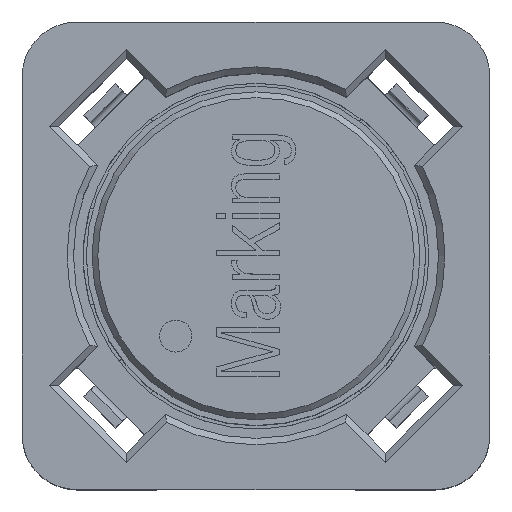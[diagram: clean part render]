
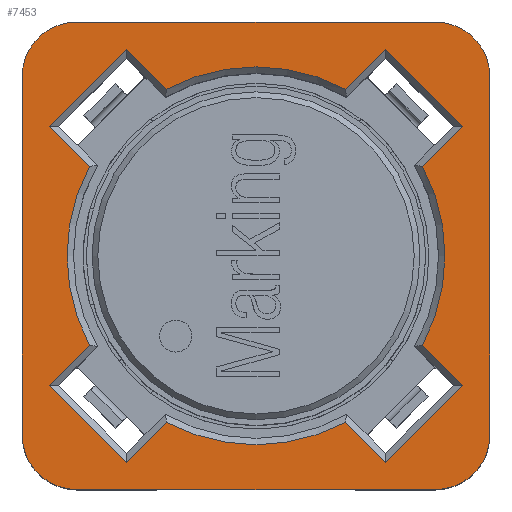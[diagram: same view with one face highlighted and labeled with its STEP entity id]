
A CAD part, top view. The second image highlights one B-rep face of the part: STEP entity #7453.
In plain terms, the highlighted planar face has unit normal (0, 0, 1).
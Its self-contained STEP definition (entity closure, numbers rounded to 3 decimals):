
#6368 = EDGE_CURVE('',#6369,#6371,#6373,.T.);
#6369 = VERTEX_POINT('',#6370);
#6370 = CARTESIAN_POINT('',(2.599,-1.396,4.05));
#6371 = VERTEX_POINT('',#6372);
#6372 = CARTESIAN_POINT('',(2.599,1.396,4.05));
#6373 = CIRCLE('',#6374,2.95);
#6374 = AXIS2_PLACEMENT_3D('',#6375,#6376,#6377);
#6375 = CARTESIAN_POINT('',(0.,0.,4.05)
  );
#6376 = DIRECTION('',(0.,0.,1.));
#6377 = DIRECTION('',(0.,1.,0.));
#6412 = VERTEX_POINT('',#6413);
#6413 = CARTESIAN_POINT('',(3.224,-2.022,4.05));
#6419 = EDGE_CURVE('',#6369,#6412,#6420,.T.);
#6420 = LINE('',#6421,#6422);
#6421 = CARTESIAN_POINT('',(0.601,0.601,4.05));
#6422 = VECTOR('',#6423,1.);
#6423 = DIRECTION('',(0.707,-0.707,0.)
  );
#6466 = VERTEX_POINT('',#6467);
#6467 = CARTESIAN_POINT('',(2.022,-3.224,4.05));
#6475 = EDGE_CURVE('',#6412,#6466,#6476,.T.);
#6476 = LINE('',#6477,#6478);
#6477 = CARTESIAN_POINT('',(2.623,-2.623,4.05));
#6478 = VECTOR('',#6479,1.);
#6479 = DIRECTION('',(-0.707,-0.707,
    0.));
#6497 = VERTEX_POINT('',#6498);
#6498 = CARTESIAN_POINT('',(3.224,2.022,4.05));
#6513 = EDGE_CURVE('',#6497,#6371,#6514,.T.);
#6514 = LINE('',#6515,#6516);
#6515 = CARTESIAN_POINT('',(2.545,1.343,4.05));
#6516 = VECTOR('',#6517,1.);
#6517 = DIRECTION('',(-0.707,-0.707,
    0.));
#6528 = VERTEX_POINT('',#6529);
#6529 = CARTESIAN_POINT('',(1.396,-2.599,4.05));
#6538 = EDGE_CURVE('',#6466,#6528,#6539,.T.);
#6539 = LINE('',#6540,#6541);
#6540 = CARTESIAN_POINT('',(-0.601,-0.601,4.05));
#6541 = VECTOR('',#6542,1.);
#6542 = DIRECTION('',(-0.707,0.707,0.
    ));
#6569 = EDGE_CURVE('',#6570,#6528,#6572,.T.);
#6570 = VERTEX_POINT('',#6571);
#6571 = CARTESIAN_POINT('',(-1.396,-2.599,4.05));
#6572 = CIRCLE('',#6573,2.95);
#6573 = AXIS2_PLACEMENT_3D('',#6574,#6575,#6576);
#6574 = CARTESIAN_POINT('',(0.,0.,4.05)
  );
#6575 = DIRECTION('',(0.,0.,1.));
#6576 = DIRECTION('',(0.,1.,0.));
#6594 = VERTEX_POINT('',#6595);
#6595 = CARTESIAN_POINT('',(-2.022,-3.224,4.05));
#6603 = EDGE_CURVE('',#6570,#6594,#6604,.T.);
#6604 = LINE('',#6605,#6606);
#6605 = CARTESIAN_POINT('',(-1.951,-3.154,4.05));
#6606 = VECTOR('',#6607,1.);
#6607 = DIRECTION('',(-0.707,-0.707,
    0.));
#6625 = VERTEX_POINT('',#6626);
#6626 = CARTESIAN_POINT('',(2.022,3.224,4.05));
#6641 = EDGE_CURVE('',#6625,#6497,#6642,.T.);
#6642 = LINE('',#6643,#6644);
#6643 = CARTESIAN_POINT('',(3.154,2.093,4.05));
#6644 = VECTOR('',#6645,1.);
#6645 = DIRECTION('',(0.707,-0.707,0.)
  );
#6656 = VERTEX_POINT('',#6657);
#6657 = CARTESIAN_POINT('',(1.396,2.599,4.05));
#6673 = EDGE_CURVE('',#6656,#6625,#6674,.T.);
#6674 = LINE('',#6675,#6676);
#6675 = CARTESIAN_POINT('',(1.951,3.154,4.05));
#6676 = VECTOR('',#6677,1.);
#6677 = DIRECTION('',(0.707,0.707,0.)
  );
#6687 = EDGE_CURVE('',#6656,#6688,#6690,.T.);
#6688 = VERTEX_POINT('',#6689);
#6689 = CARTESIAN_POINT('',(-1.396,2.599,4.05));
#6690 = CIRCLE('',#6691,2.95);
#6691 = AXIS2_PLACEMENT_3D('',#6692,#6693,#6694);
#6692 = CARTESIAN_POINT('',(0.,0.,4.05)
  );
#6693 = DIRECTION('',(0.,0.,1.));
#6694 = DIRECTION('',(0.,1.,0.));
#6722 = VERTEX_POINT('',#6723);
#6723 = CARTESIAN_POINT('',(-3.224,-2.022,4.05));
#6731 = EDGE_CURVE('',#6594,#6722,#6732,.T.);
#6732 = LINE('',#6733,#6734);
#6733 = CARTESIAN_POINT('',(-3.154,-2.093,4.05));
#6734 = VECTOR('',#6735,1.);
#6735 = DIRECTION('',(-0.707,0.707,0.
    ));
#6753 = VERTEX_POINT('',#6754);
#6754 = CARTESIAN_POINT('',(-2.599,-1.396,4.05));
#6763 = EDGE_CURVE('',#6722,#6753,#6764,.T.);
#6764 = LINE('',#6765,#6766);
#6765 = CARTESIAN_POINT('',(-2.545,-1.343,4.05));
#6766 = VECTOR('',#6767,1.);
#6767 = DIRECTION('',(0.707,0.707,0.)
  );
#6785 = VERTEX_POINT('',#6786);
#6786 = CARTESIAN_POINT('',(-2.022,3.224,4.05));
#6801 = EDGE_CURVE('',#6785,#6688,#6802,.T.);
#6802 = LINE('',#6803,#6804);
#6803 = CARTESIAN_POINT('',(0.601,0.601,4.05));
#6804 = VECTOR('',#6805,1.);
#6805 = DIRECTION('',(0.707,-0.707,0.)
  );
#6825 = EDGE_CURVE('',#6826,#6753,#6828,.T.);
#6826 = VERTEX_POINT('',#6827);
#6827 = CARTESIAN_POINT('',(-2.599,1.396,4.05));
#6828 = CIRCLE('',#6829,2.95);
#6829 = AXIS2_PLACEMENT_3D('',#6830,#6831,#6832);
#6830 = CARTESIAN_POINT('',(0.,0.,4.05)
  );
#6831 = DIRECTION('',(0.,0.,1.));
#6832 = DIRECTION('',(0.,1.,0.));
#6850 = VERTEX_POINT('',#6851);
#6851 = CARTESIAN_POINT('',(-3.224,2.022,4.05));
#6866 = EDGE_CURVE('',#6850,#6785,#6867,.T.);
#6867 = LINE('',#6868,#6869);
#6868 = CARTESIAN_POINT('',(-2.623,2.623,4.05));
#6869 = VECTOR('',#6870,1.);
#6870 = DIRECTION('',(0.707,0.707,0.)
  );
#6888 = EDGE_CURVE('',#6826,#6850,#6889,.T.);
#6889 = LINE('',#6890,#6891);
#6890 = CARTESIAN_POINT('',(-0.601,-0.601,4.05));
#6891 = VECTOR('',#6892,1.);
#6892 = DIRECTION('',(-0.707,0.707,0.
    ));
#7453 = ADVANCED_FACE('',(#7454,#7472),#7542,.T.);
#7454 = FACE_BOUND('',#7455,.T.);
#7455 = EDGE_LOOP('',(#7456,#7457,#7458,#7459,#7460,#7461,#7462,#7463,
    #7464,#7465,#7466,#7467,#7468,#7469,#7470,#7471));
#7456 = ORIENTED_EDGE('',*,*,#6368,.F.);
#7457 = ORIENTED_EDGE('',*,*,#6419,.T.);
#7458 = ORIENTED_EDGE('',*,*,#6475,.T.);
#7459 = ORIENTED_EDGE('',*,*,#6538,.T.);
#7460 = ORIENTED_EDGE('',*,*,#6569,.F.);
#7461 = ORIENTED_EDGE('',*,*,#6603,.T.);
#7462 = ORIENTED_EDGE('',*,*,#6731,.T.);
#7463 = ORIENTED_EDGE('',*,*,#6763,.T.);
#7464 = ORIENTED_EDGE('',*,*,#6825,.F.);
#7465 = ORIENTED_EDGE('',*,*,#6888,.T.);
#7466 = ORIENTED_EDGE('',*,*,#6866,.T.);
#7467 = ORIENTED_EDGE('',*,*,#6801,.T.);
#7468 = ORIENTED_EDGE('',*,*,#6687,.F.);
#7469 = ORIENTED_EDGE('',*,*,#6673,.T.);
#7470 = ORIENTED_EDGE('',*,*,#6641,.T.);
#7471 = ORIENTED_EDGE('',*,*,#6513,.T.);
#7472 = FACE_BOUND('',#7473,.T.);
#7473 = EDGE_LOOP('',(#7474,#7484,#7493,#7501,#7510,#7518,#7527,#7535));
#7474 = ORIENTED_EDGE('',*,*,#7475,.T.);
#7475 = EDGE_CURVE('',#7476,#7478,#7480,.T.);
#7476 = VERTEX_POINT('',#7477);
#7477 = CARTESIAN_POINT('',(-3.65,2.8,4.05));
#7478 = VERTEX_POINT('',#7479);
#7479 = CARTESIAN_POINT('',(-3.65,-2.8,4.05));
#7480 = LINE('',#7481,#7482);
#7481 = CARTESIAN_POINT('',(-3.65,3.65,4.05));
#7482 = VECTOR('',#7483,1.);
#7483 = DIRECTION('',(0.,-1.,0.));
#7484 = ORIENTED_EDGE('',*,*,#7485,.T.);
#7485 = EDGE_CURVE('',#7478,#7486,#7488,.T.);
#7486 = VERTEX_POINT('',#7487);
#7487 = CARTESIAN_POINT('',(-2.8,-3.65,4.05));
#7488 = CIRCLE('',#7489,0.85);
#7489 = AXIS2_PLACEMENT_3D('',#7490,#7491,#7492);
#7490 = CARTESIAN_POINT('',(-2.8,-2.8,4.05));
#7491 = DIRECTION('',(0.,0.,1.));
#7492 = DIRECTION('',(0.,1.,0.));
#7493 = ORIENTED_EDGE('',*,*,#7494,.T.);
#7494 = EDGE_CURVE('',#7486,#7495,#7497,.T.);
#7495 = VERTEX_POINT('',#7496);
#7496 = CARTESIAN_POINT('',(2.8,-3.65,4.05));
#7497 = LINE('',#7498,#7499);
#7498 = CARTESIAN_POINT('',(-3.65,-3.65,4.05));
#7499 = VECTOR('',#7500,1.);
#7500 = DIRECTION('',(1.,0.,0.));
#7501 = ORIENTED_EDGE('',*,*,#7502,.T.);
#7502 = EDGE_CURVE('',#7495,#7503,#7505,.T.);
#7503 = VERTEX_POINT('',#7504);
#7504 = CARTESIAN_POINT('',(3.65,-2.8,4.05));
#7505 = CIRCLE('',#7506,0.85);
#7506 = AXIS2_PLACEMENT_3D('',#7507,#7508,#7509);
#7507 = CARTESIAN_POINT('',(2.8,-2.8,4.05));
#7508 = DIRECTION('',(0.,0.,1.));
#7509 = DIRECTION('',(0.,1.,0.));
#7510 = ORIENTED_EDGE('',*,*,#7511,.T.);
#7511 = EDGE_CURVE('',#7503,#7512,#7514,.T.);
#7512 = VERTEX_POINT('',#7513);
#7513 = CARTESIAN_POINT('',(3.65,2.8,4.05));
#7514 = LINE('',#7515,#7516);
#7515 = CARTESIAN_POINT('',(3.65,-3.65,4.05));
#7516 = VECTOR('',#7517,1.);
#7517 = DIRECTION('',(0.,1.,0.));
#7518 = ORIENTED_EDGE('',*,*,#7519,.T.);
#7519 = EDGE_CURVE('',#7512,#7520,#7522,.T.);
#7520 = VERTEX_POINT('',#7521);
#7521 = CARTESIAN_POINT('',(2.8,3.65,4.05));
#7522 = CIRCLE('',#7523,0.85);
#7523 = AXIS2_PLACEMENT_3D('',#7524,#7525,#7526);
#7524 = CARTESIAN_POINT('',(2.8,2.8,4.05));
#7525 = DIRECTION('',(0.,0.,1.));
#7526 = DIRECTION('',(0.,1.,0.));
#7527 = ORIENTED_EDGE('',*,*,#7528,.T.);
#7528 = EDGE_CURVE('',#7520,#7529,#7531,.T.);
#7529 = VERTEX_POINT('',#7530);
#7530 = CARTESIAN_POINT('',(-2.8,3.65,4.05));
#7531 = LINE('',#7532,#7533);
#7532 = CARTESIAN_POINT('',(3.65,3.65,4.05));
#7533 = VECTOR('',#7534,1.);
#7534 = DIRECTION('',(-1.,0.,0.));
#7535 = ORIENTED_EDGE('',*,*,#7536,.T.);
#7536 = EDGE_CURVE('',#7529,#7476,#7537,.T.);
#7537 = CIRCLE('',#7538,0.85);
#7538 = AXIS2_PLACEMENT_3D('',#7539,#7540,#7541);
#7539 = CARTESIAN_POINT('',(-2.8,2.8,4.05));
#7540 = DIRECTION('',(0.,0.,1.));
#7541 = DIRECTION('',(0.,1.,0.));
#7542 = PLANE('',#7543);
#7543 = AXIS2_PLACEMENT_3D('',#7544,#7545,#7546);
#7544 = CARTESIAN_POINT('',(0.,0.,4.05)
  );
#7545 = DIRECTION('',(0.,0.,1.));
#7546 = DIRECTION('',(0.,1.,0.));
